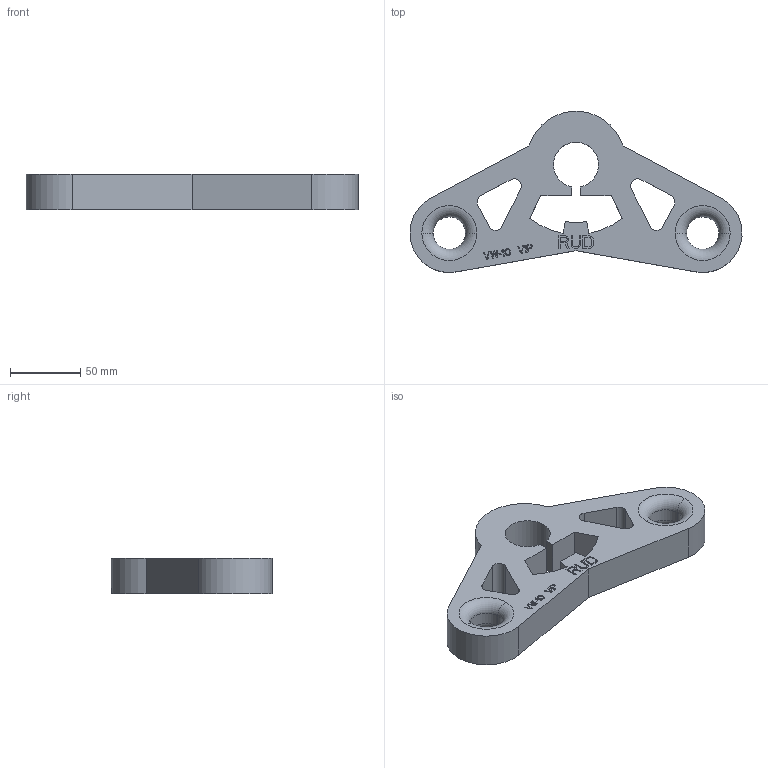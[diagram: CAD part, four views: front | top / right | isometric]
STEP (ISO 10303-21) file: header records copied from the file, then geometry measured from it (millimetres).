
FILE_DESCRIPTION((''),'2;1');
FILE_NAME('001-M34651-P-1','2019-01-24T',('anja.joas'),(''),'PRO/ENGINEER BY PARAMETRIC TECHNOLOGY CORPORATION, 2011490','PRO/ENGINEER BY PARAMETRIC TECHNOLOGY CORPORATION, 2011490','');
FILE_SCHEMA(('CONFIG_CONTROL_DESIGN'));
Length unit declared in the file: millimetre
Products named in the file (1): 001-M34651-P-1
Bounding box: 235.81 x 114.37 x 25 mm (x, y, z)
Volume: 309115.4 mm3; surface area: 54395 mm2
Topology: 1 solids, 1 shells, 248 faces, 685 edges, 454 vertices
Faces by surface type: plane 223, cylinder 17, torus 8
Entity records: 7833 total; most frequent: CARTESIAN_POINT 1387, ORIENTED_EDGE 1370, DIRECTION 1231, EDGE_CURVE 685, VECTOR 635, LINE 635, VERTEX_POINT 454, AXIS2_PLACEMENT_3D 298
